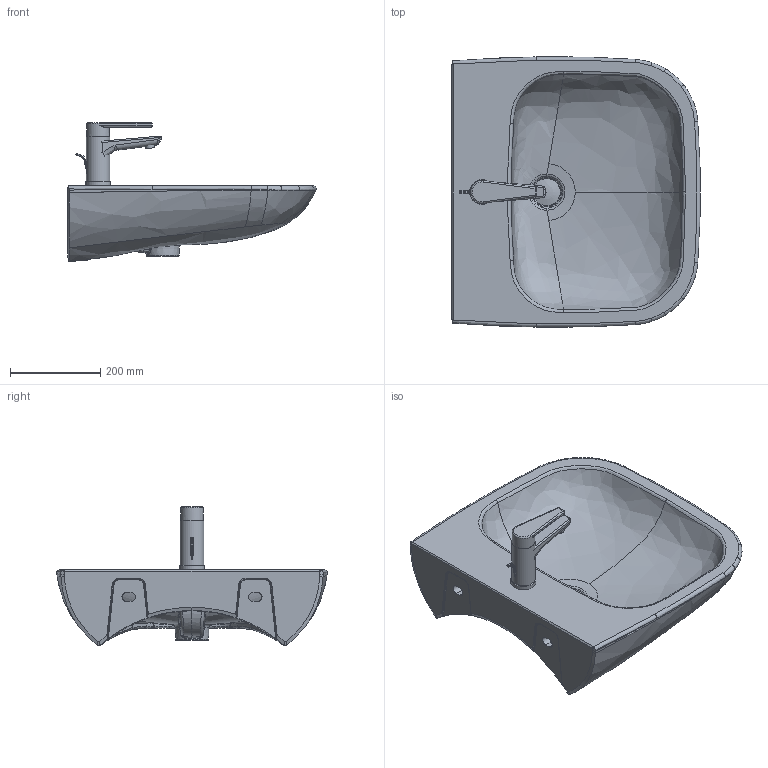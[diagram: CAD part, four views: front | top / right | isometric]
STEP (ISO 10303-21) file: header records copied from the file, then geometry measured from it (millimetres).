
FILE_DESCRIPTION((''),'2;1');
FILE_NAME('231360.stp','2012-02-13T20:18:45',('Administrator'),(''),'Autodesk Inventor 2011','Autodesk Inventor 2011','');
FILE_SCHEMA(('AUTOMOTIVE_DESIGN { 1 0 10303 214 1 1 1 1 }'));
Length unit declared in the file: millimetre
Products named in the file (10): 231360; Baterrie_WT; hebel1; Hebel2; hebel3; Neoperl; Halter2starck1; Kelch; Stopfen
Assembly tree (9 placements, depth 3):
  231360
    231360
    Baterrie_WT
      hebel1
      Hebel2
      hebel3
      Neoperl
      Halter2starck1
    Kelch
    Stopfen
Bounding box: 549.32 x 598.24 x 307.4 mm (x, y, z)
Volume: 15932615.4 mm3; surface area: 1066332.1 mm2
Topology: 8 solids, 8 shells, 369 faces, 889 edges, 526 vertices
Faces by surface type: bspline 180, cylinder 79, plane 54, torus 28, sphere 16, cone 12
Full cylindrical faces by diameter (mm): 16 x1, 20 x1, 35 x1, 42 x1, 44 x1, 47 x1, 50 x1, 52 x1, 55 x1, 60 x1
Entity records: 102648 total; most frequent: CARTESIAN_POINT 94967, ORIENTED_EDGE 1690, DIRECTION 1255, EDGE_CURVE 845, AXIS2_PLACEMENT_3D 533, VERTEX_POINT 515, EDGE_LOOP 400, FACE_OUTER_BOUND 367
